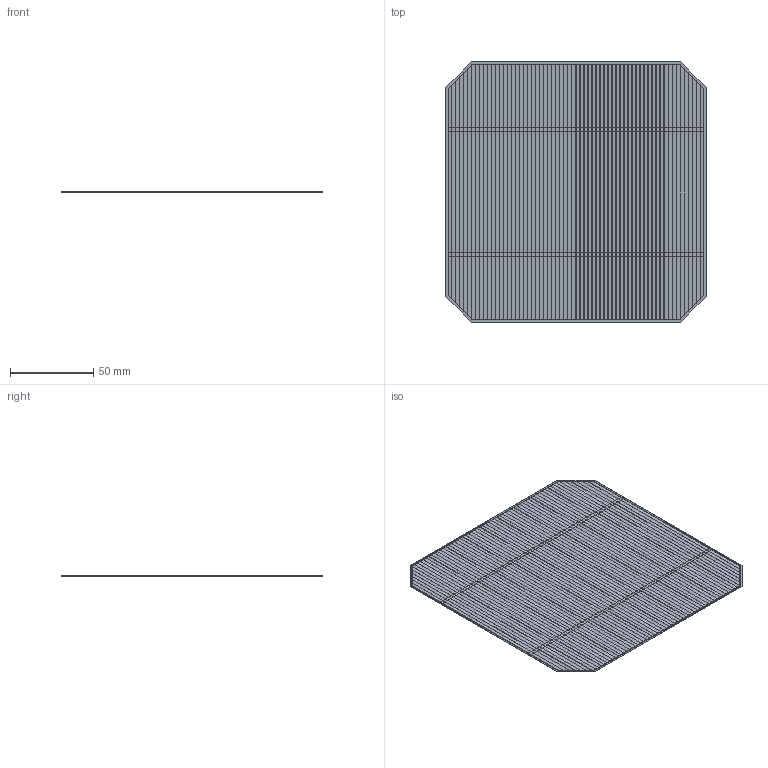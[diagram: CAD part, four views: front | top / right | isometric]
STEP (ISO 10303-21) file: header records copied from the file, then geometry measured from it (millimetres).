
FILE_DESCRIPTION (( 'STEP AP214' ), '1' );
FILE_NAME ('Solar Cell.STEP', '2016-01-24T04:53:56', ( '' ), ( '' ), 'SwSTEP 2.0', 'SolidWorks 2016', '' );
FILE_SCHEMA (( 'AUTOMOTIVE_DESIGN' ));
Length unit declared in the file: millimetre
Products named in the file (1): Solar Cell
Bounding box: 156 x 156 x 0.1 mm (x, y, z)
Volume: 2393 mm3; surface area: 52583.5 mm2
Topology: 69 solids, 69 shells, 448 faces, 924 edges, 616 vertices
Faces by surface type: plane 448
Entity records: 12273 total; most frequent: CARTESIAN_POINT 1989, ORIENTED_EDGE 1848, DIRECTION 1822, LINE 924, VECTOR 924, EDGE_CURVE 924, VERTEX_POINT 616, EDGE_LOOP 452
